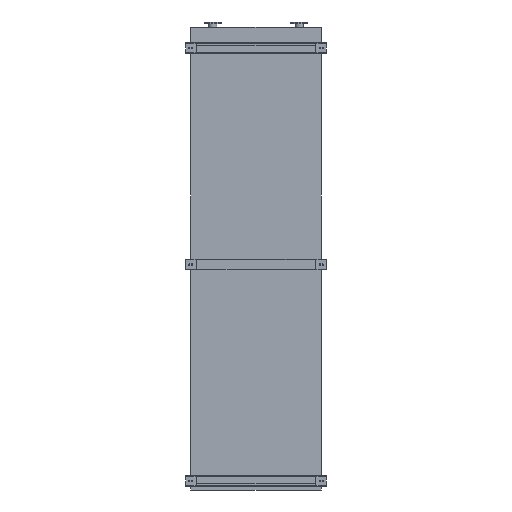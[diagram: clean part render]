
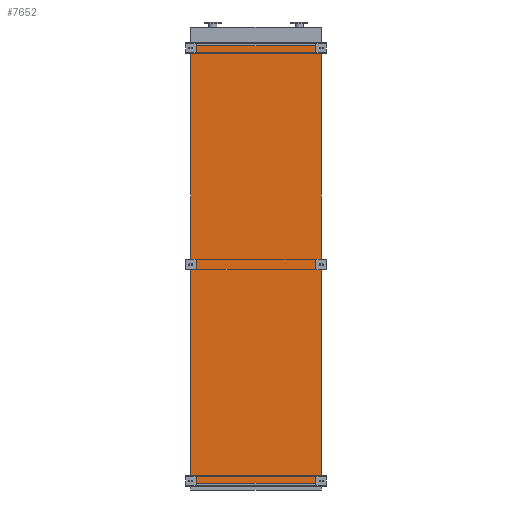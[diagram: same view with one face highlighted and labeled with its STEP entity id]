
A CAD part, front view. The second image highlights one B-rep face of the part: STEP entity #7652.
In plain terms, the highlighted planar face has unit normal (0, -1, 0).
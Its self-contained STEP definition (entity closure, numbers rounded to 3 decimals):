
#1244 = DIRECTION ( 'NONE',  ( 0., 0., -1. ) ) ;
#2118 = EDGE_LOOP ( 'NONE', ( #8288, #11818, #5136, #24816 ) ) ;
#2353 = DIRECTION ( 'NONE',  ( 1., 0., 0. ) ) ;
#3241 = VECTOR ( 'NONE', #2353, 1000. ) ;
#4310 = CARTESIAN_POINT ( 'NONE',  ( -845., 0., -5650. ) ) ;
#5111 = CARTESIAN_POINT ( 'NONE',  ( -845., 0., -5650. ) ) ;
#5136 = ORIENTED_EDGE ( 'NONE', *, *, #15904, .T. ) ;
#7652 = ADVANCED_FACE ( 'NONE', ( #23833 ), #13055, .T. ) ;
#8288 = ORIENTED_EDGE ( 'NONE', *, *, #17523, .F. ) ;
#9068 = LINE ( 'NONE', #5111, #21195 ) ;
#11818 = ORIENTED_EDGE ( 'NONE', *, *, #13258, .F. ) ;
#12174 = VERTEX_POINT ( 'NONE', #17998 ) ;
#13055 = PLANE ( 'NONE',  #28774 ) ;
#13258 = EDGE_CURVE ( 'NONE', #12174, #20167, #22068, .T. ) ;
#14112 = VECTOR ( 'NONE', #18860, 1000. ) ;
#14642 = LINE ( 'NONE', #24702, #27570 ) ;
#15843 = DIRECTION ( 'NONE',  ( 0., -1., 0. ) ) ;
#15904 = EDGE_CURVE ( 'NONE', #12174, #28806, #9068, .T. ) ;
#16936 = CARTESIAN_POINT ( 'NONE',  ( -845., 0., 0. ) ) ;
#17270 = DIRECTION ( 'NONE',  ( 1., 0., 0. ) ) ;
#17523 = EDGE_CURVE ( 'NONE', #20167, #29039, #21864, .T. ) ;
#17887 = CARTESIAN_POINT ( 'NONE',  ( 845., 0., 0. ) ) ;
#17998 = CARTESIAN_POINT ( 'NONE',  ( -845., 0., -5650. ) ) ;
#18860 = DIRECTION ( 'NONE',  ( 0., 0., 1. ) ) ;
#20167 = VERTEX_POINT ( 'NONE', #28440 ) ;
#21195 = VECTOR ( 'NONE', #17270, 1000. ) ;
#21864 = LINE ( 'NONE', #16936, #3241 ) ;
#22068 = LINE ( 'NONE', #4310, #14112 ) ;
#23833 = FACE_OUTER_BOUND ( 'NONE', #2118, .T. ) ;
#24702 = CARTESIAN_POINT ( 'NONE',  ( 845., 0., -5650. ) ) ;
#24816 = ORIENTED_EDGE ( 'NONE', *, *, #25661, .T. ) ;
#25553 = CARTESIAN_POINT ( 'NONE',  ( 845., 0., -5650. ) ) ;
#25661 = EDGE_CURVE ( 'NONE', #28806, #29039, #14642, .T. ) ;
#27159 = DIRECTION ( 'NONE',  ( 0., 0., 1. ) ) ;
#27570 = VECTOR ( 'NONE', #27159, 1000. ) ;
#28440 = CARTESIAN_POINT ( 'NONE',  ( -845., 0., 0. ) ) ;
#28774 = AXIS2_PLACEMENT_3D ( 'NONE', #30411, #15843, #1244 ) ;
#28806 = VERTEX_POINT ( 'NONE', #25553 ) ;
#29039 = VERTEX_POINT ( 'NONE', #17887 ) ;
#30411 = CARTESIAN_POINT ( 'NONE',  ( -845., 0., -5650. ) ) ;
